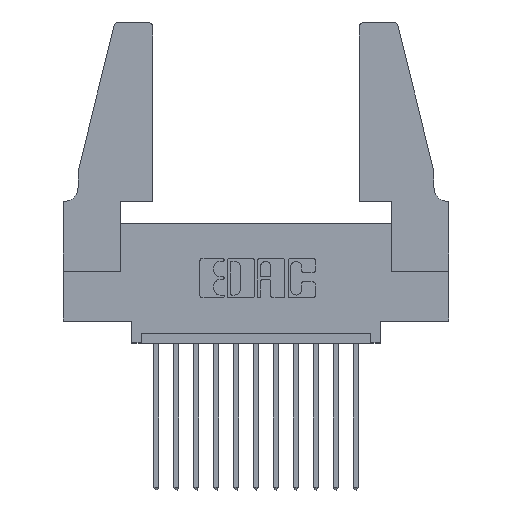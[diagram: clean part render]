
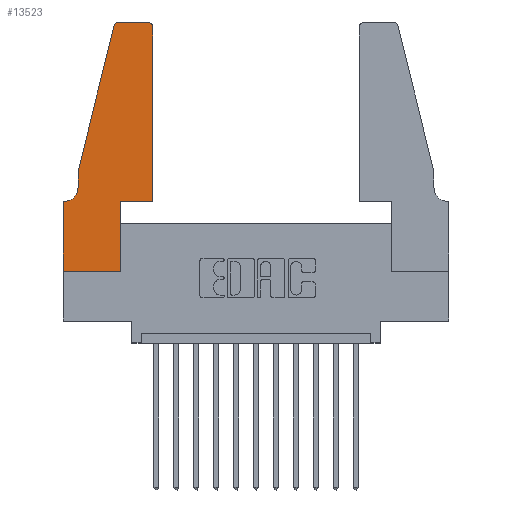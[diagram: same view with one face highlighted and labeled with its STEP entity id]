
A CAD part, top view. The second image highlights one B-rep face of the part: STEP entity #13523.
In plain terms, the highlighted planar face has unit normal (0, 0, 1).
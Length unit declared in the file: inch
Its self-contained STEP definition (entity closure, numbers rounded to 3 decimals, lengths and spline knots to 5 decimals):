
#154 = VECTOR ( 'NONE', #8333, 39.37008 ) ;
#227 = EDGE_CURVE ( 'NONE', #6922, #9953, #4766, .T. ) ;
#256 = VECTOR ( 'NONE', #7553, 39.37008 ) ;
#331 = LINE ( 'NONE', #8234, #154 ) ;
#574 = DIRECTION ( 'NONE',  ( 0., 0., -1. ) ) ;
#672 = CARTESIAN_POINT ( 'NONE',  ( 0.0055, 0.42, 0.37 ) ) ;
#757 = DIRECTION ( 'NONE',  ( 1., 0., 0. ) ) ;
#1124 = VECTOR ( 'NONE', #5150, 39.37008 ) ;
#1279 = CARTESIAN_POINT ( 'NONE',  ( 0., 0., 0.37 ) ) ;
#1381 = VERTEX_POINT ( 'NONE', #8218 ) ;
#1550 = VECTOR ( 'NONE', #12625, 39.37008 ) ;
#1791 = VECTOR ( 'NONE', #8915, 39.37008 ) ;
#1820 = CARTESIAN_POINT ( 'NONE',  ( 0.4505, 0.35, 0.37 ) ) ;
#1914 = CARTESIAN_POINT ( 'NONE',  ( 0.284, 1.25, 0.37 ) ) ;
#1963 = CARTESIAN_POINT ( 'NONE',  ( 0.2605, 1.25, 0.37 ) ) ;
#2047 = ORIENTED_EDGE ( 'NONE', *, *, #13632, .T. ) ;
#2189 = DIRECTION ( 'NONE',  ( 0., -1., 0. ) ) ;
#2294 = PLANE ( 'NONE',  #4274 ) ;
#2447 = CARTESIAN_POINT ( 'NONE',  ( 0., 0., 0.37 ) ) ;
#2456 = ORIENTED_EDGE ( 'NONE', *, *, #13203, .T. ) ;
#2699 = CARTESIAN_POINT ( 'NONE',  ( 0.0755, 0.35, 0.37 ) ) ;
#2825 = VERTEX_POINT ( 'NONE', #1914 ) ;
#2929 = LINE ( 'NONE', #9712, #1124 ) ;
#2992 = DIRECTION ( 'NONE',  ( 0., 0., 1. ) ) ;
#3096 = ORIENTED_EDGE ( 'NONE', *, *, #4470, .T. ) ;
#3272 = VERTEX_POINT ( 'NONE', #5889 ) ;
#3581 = VERTEX_POINT ( 'NONE', #6528 ) ;
#4021 = CARTESIAN_POINT ( 'NONE',  ( 0.4505, 0.35, 0.37 ) ) ;
#4124 = VECTOR ( 'NONE', #4258, 39.37008 ) ;
#4147 = EDGE_CURVE ( 'NONE', #12203, #2825, #13733, .T. ) ;
#4163 = CARTESIAN_POINT ( 'NONE',  ( 0.4205, 1.25, 0.37 ) ) ;
#4222 = DIRECTION ( 'NONE',  ( 1., 0., 0. ) ) ;
#4258 = DIRECTION ( 'NONE',  ( -1., 0., 0. ) ) ;
#4274 = AXIS2_PLACEMENT_3D ( 'NONE', #6942, #4528, #13639 ) ;
#4325 = ORIENTED_EDGE ( 'NONE', *, *, #14680, .T. ) ;
#4329 = CARTESIAN_POINT ( 'NONE',  ( 0.0055, 0.35, 0.37 ) ) ;
#4470 = EDGE_CURVE ( 'NONE', #8276, #3272, #7331, .T. ) ;
#4528 = DIRECTION ( 'NONE',  ( 0., 0., 1. ) ) ;
#4683 = ORIENTED_EDGE ( 'NONE', *, *, #13215, .T. ) ;
#4765 = LINE ( 'NONE', #2699, #12769 ) ;
#4766 = LINE ( 'NONE', #7335, #6020 ) ;
#5150 = DIRECTION ( 'NONE',  ( 0., 1., 0. ) ) ;
#5516 = ORIENTED_EDGE ( 'NONE', *, *, #7306, .T. ) ;
#5889 = CARTESIAN_POINT ( 'NONE',  ( 0.0755, 0.42, 0.37 ) ) ;
#6020 = VECTOR ( 'NONE', #11941, 39.37008 ) ;
#6335 = EDGE_CURVE ( 'NONE', #3272, #10751, #6444, .T. ) ;
#6341 = DIRECTION ( 'NONE',  ( -1., 0., 0. ) ) ;
#6444 = CIRCLE ( 'NONE', #13338, 0.07 ) ;
#6528 = CARTESIAN_POINT ( 'NONE',  ( 0.25487, 1.22718, 0.37 ) ) ;
#6922 = VERTEX_POINT ( 'NONE', #4021 ) ;
#6942 = CARTESIAN_POINT ( 'NONE',  ( 0., 0.35, 0.37 ) ) ;
#7015 = ORIENTED_EDGE ( 'NONE', *, *, #14637, .T. ) ;
#7296 = CARTESIAN_POINT ( 'NONE',  ( 0.4205, 1.22, 0.37 ) ) ;
#7306 = EDGE_CURVE ( 'NONE', #2825, #3581, #14781, .T. ) ;
#7331 = LINE ( 'NONE', #14547, #1791 ) ;
#7335 = CARTESIAN_POINT ( 'NONE',  ( 0.4505, 0.35, 0.37 ) ) ;
#7378 = EDGE_LOOP ( 'NONE', ( #10991, #5516, #9322, #3096, #8365, #11438, #2047, #2456, #7015, #4325, #11509, #4683 ) ) ;
#7436 = DIRECTION ( 'NONE',  ( 0., 0., 1. ) ) ;
#7553 = DIRECTION ( 'NONE',  ( 1., 0., 0. ) ) ;
#7600 = LINE ( 'NONE', #2447, #1550 ) ;
#7890 = EDGE_CURVE ( 'NONE', #3581, #8276, #331, .T. ) ;
#7921 = CARTESIAN_POINT ( 'NONE',  ( 0.0755, 0.5, 0.37 ) ) ;
#7929 = FACE_OUTER_BOUND ( 'NONE', #7378, .T. ) ;
#8107 = VERTEX_POINT ( 'NONE', #1279 ) ;
#8218 = CARTESIAN_POINT ( 'NONE',  ( 0.2865, 0., 0.37 ) ) ;
#8234 = CARTESIAN_POINT ( 'NONE',  ( 0.0755, 0.5, 0.37 ) ) ;
#8276 = VERTEX_POINT ( 'NONE', #7921 ) ;
#8333 = DIRECTION ( 'NONE',  ( -0.239, -0.971, 0. ) ) ;
#8365 = ORIENTED_EDGE ( 'NONE', *, *, #6335, .T. ) ;
#8610 = LINE ( 'NONE', #1820, #256 ) ;
#8915 = DIRECTION ( 'NONE',  ( 0., -1., 0. ) ) ;
#9061 = CARTESIAN_POINT ( 'NONE',  ( 0., 0.35, 0.37 ) ) ;
#9322 = ORIENTED_EDGE ( 'NONE', *, *, #7890, .T. ) ;
#9712 = CARTESIAN_POINT ( 'NONE',  ( 0.2865, 0.35, 0.37 ) ) ;
#9953 = VERTEX_POINT ( 'NONE', #10516 ) ;
#10516 = CARTESIAN_POINT ( 'NONE',  ( 0.4505, 1.22, 0.37 ) ) ;
#10690 = DIRECTION ( 'NONE',  ( -1., 0., 0. ) ) ;
#10751 = VERTEX_POINT ( 'NONE', #4329 ) ;
#10772 = VERTEX_POINT ( 'NONE', #13488 ) ;
#10991 = ORIENTED_EDGE ( 'NONE', *, *, #4147, .T. ) ;
#10995 = VECTOR ( 'NONE', #2189, 39.37008 ) ;
#11438 = ORIENTED_EDGE ( 'NONE', *, *, #12623, .T. ) ;
#11509 = ORIENTED_EDGE ( 'NONE', *, *, #227, .T. ) ;
#11941 = DIRECTION ( 'NONE',  ( 0., 1., 0. ) ) ;
#12123 = AXIS2_PLACEMENT_3D ( 'NONE', #7296, #7436, #757 ) ;
#12148 = CARTESIAN_POINT ( 'NONE',  ( 0.284, 1.22, 0.37 ) ) ;
#12203 = VERTEX_POINT ( 'NONE', #4163 ) ;
#12343 = AXIS2_PLACEMENT_3D ( 'NONE', #12148, #2992, #4222 ) ;
#12606 = CIRCLE ( 'NONE', #12123, 0.03 ) ;
#12623 = EDGE_CURVE ( 'NONE', #10751, #14197, #4765, .T. ) ;
#12625 = DIRECTION ( 'NONE',  ( 1., 0., 0. ) ) ;
#12769 = VECTOR ( 'NONE', #10690, 39.37008 ) ;
#13203 = EDGE_CURVE ( 'NONE', #8107, #1381, #7600, .T. ) ;
#13215 = EDGE_CURVE ( 'NONE', #9953, #12203, #12606, .T. ) ;
#13338 = AXIS2_PLACEMENT_3D ( 'NONE', #672, #574, #6341 ) ;
#13488 = CARTESIAN_POINT ( 'NONE',  ( 0.2865, 0.35, 0.37 ) ) ;
#13523 = ADVANCED_FACE ( 'NONE', ( #7929 ), #2294, .T. ) ;
#13543 = CARTESIAN_POINT ( 'NONE',  ( 0., 0., 0.37 ) ) ;
#13632 = EDGE_CURVE ( 'NONE', #14197, #8107, #14182, .T. ) ;
#13639 = DIRECTION ( 'NONE',  ( 1., 0., 0. ) ) ;
#13733 = LINE ( 'NONE', #1963, #4124 ) ;
#14182 = LINE ( 'NONE', #13543, #10995 ) ;
#14197 = VERTEX_POINT ( 'NONE', #9061 ) ;
#14547 = CARTESIAN_POINT ( 'NONE',  ( 0.0755, 0.5, 0.37 ) ) ;
#14637 = EDGE_CURVE ( 'NONE', #1381, #10772, #2929, .T. ) ;
#14680 = EDGE_CURVE ( 'NONE', #10772, #6922, #8610, .T. ) ;
#14781 = CIRCLE ( 'NONE', #12343, 0.03 ) ;
